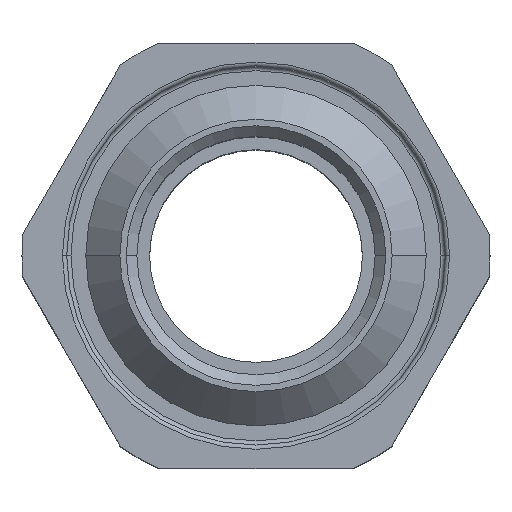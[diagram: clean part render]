
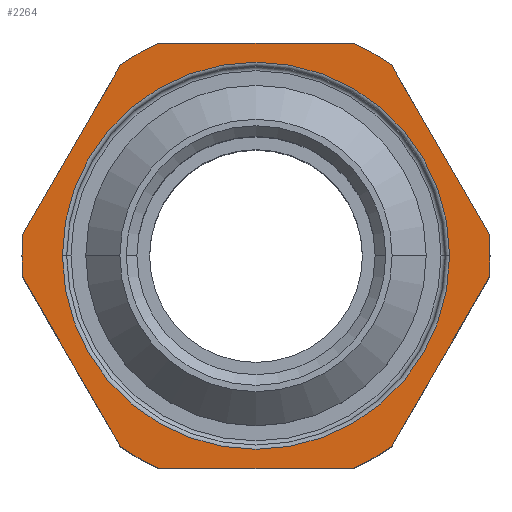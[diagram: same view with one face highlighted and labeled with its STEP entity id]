
A CAD part, top view. The second image highlights one B-rep face of the part: STEP entity #2264.
In plain terms, the highlighted planar face has unit normal (0, 0, 1).
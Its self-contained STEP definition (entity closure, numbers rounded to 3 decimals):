
#1 = DIRECTION ( 'NONE',  ( 1., 0., 0. ) ) ;
#12 = EDGE_CURVE ( 'NONE', #2286, #416, #1365, .T. ) ;
#28 = AXIS2_PLACEMENT_3D ( 'NONE', #272, #2245, #1847 ) ;
#60 = ORIENTED_EDGE ( 'NONE', *, *, #616, .F. ) ;
#80 = EDGE_LOOP ( 'NONE', ( #539, #1223 ) ) ;
#93 = CARTESIAN_POINT ( 'NONE',  ( -6.369, -8.969, 12.3 ) ) ;
#162 = DIRECTION ( 'NONE',  ( -1., 0., 0. ) ) ;
#218 = EDGE_LOOP ( 'NONE', ( #2332, #2108, #2446, #1850, #1010, #265, #1832, #60, #1451, #237, #688, #1626, #2233 ) ) ;
#232 = CARTESIAN_POINT ( 'NONE',  ( 10.952, 1.031, 12.3 ) ) ;
#237 = ORIENTED_EDGE ( 'NONE', *, *, #1618, .F. ) ;
#257 = AXIS2_PLACEMENT_3D ( 'NONE', #1751, #569, #2129 ) ;
#262 = EDGE_CURVE ( 'NONE', #1158, #622, #327, .T. ) ;
#265 = ORIENTED_EDGE ( 'NONE', *, *, #1101, .F. ) ;
#272 = CARTESIAN_POINT ( 'NONE',  ( 0., 0., 12.3 ) ) ;
#327 = CIRCLE ( 'NONE', #28, 11. ) ;
#341 = CARTESIAN_POINT ( 'NONE',  ( 0., 0., 12.3 ) ) ;
#396 = VECTOR ( 'NONE', #1330, 1000. ) ;
#411 = CARTESIAN_POINT ( 'NONE',  ( 0., 0., 12.3 ) ) ;
#416 = VERTEX_POINT ( 'NONE', #704 ) ;
#476 = EDGE_CURVE ( 'NONE', #1158, #1517, #2481, .T. ) ;
#493 = CARTESIAN_POINT ( 'NONE',  ( 6.369, -8.969, 12.3 ) ) ;
#511 = DIRECTION ( 'NONE',  ( 1., 0., 0. ) ) ;
#539 = ORIENTED_EDGE ( 'NONE', *, *, #700, .T. ) ;
#543 = FACE_BOUND ( 'NONE', #80, .T. ) ;
#569 = DIRECTION ( 'NONE',  ( 0., 0., -1. ) ) ;
#574 = VECTOR ( 'NONE', #162, 1000. ) ;
#616 = EDGE_CURVE ( 'NONE', #2286, #1953, #1113, .T. ) ;
#622 = VERTEX_POINT ( 'NONE', #1155 ) ;
#688 = ORIENTED_EDGE ( 'NONE', *, *, #1972, .F. ) ;
#700 = EDGE_CURVE ( 'NONE', #1772, #1921, #2546, .T. ) ;
#701 = CARTESIAN_POINT ( 'NONE',  ( 0., 0., 12.3 ) ) ;
#704 = CARTESIAN_POINT ( 'NONE',  ( -10.952, 1.031, 12.3 ) ) ;
#748 = EDGE_CURVE ( 'NONE', #2079, #622, #769, .T. ) ;
#769 = LINE ( 'NONE', #1221, #1973 ) ;
#830 = DIRECTION ( 'NONE',  ( 0., 0., -1. ) ) ;
#836 = VECTOR ( 'NONE', #1712, 1000. ) ;
#839 = VERTEX_POINT ( 'NONE', #93 ) ;
#840 = AXIS2_PLACEMENT_3D ( 'NONE', #1695, #2271, #2098 ) ;
#868 = VERTEX_POINT ( 'NONE', #2463 ) ;
#892 = CARTESIAN_POINT ( 'NONE',  ( -10.952, -1.031, 12.3 ) ) ;
#895 = DIRECTION ( 'NONE',  ( 0.5, -0.866, 0. ) ) ;
#898 = VECTOR ( 'NONE', #1341, 1000. ) ;
#911 = LINE ( 'NONE', #1132, #396 ) ;
#915 = DIRECTION ( 'NONE',  ( 1., 0., 0. ) ) ;
#947 = CARTESIAN_POINT ( 'NONE',  ( 5.774, 10., 12.3 ) ) ;
#952 = EDGE_CURVE ( 'NONE', #2519, #1517, #1816, .T. ) ;
#1010 = ORIENTED_EDGE ( 'NONE', *, *, #1702, .T. ) ;
#1012 = CARTESIAN_POINT ( 'NONE',  ( 10.952, -1.031, 12.3 ) ) ;
#1050 = AXIS2_PLACEMENT_3D ( 'NONE', #341, #1681, #511 ) ;
#1077 = CIRCLE ( 'NONE', #257, 11. ) ;
#1096 = DIRECTION ( 'NONE',  ( 0., 0., -1. ) ) ;
#1101 = EDGE_CURVE ( 'NONE', #1936, #1445, #1077, .T. ) ;
#1113 = CIRCLE ( 'NONE', #1500, 11. ) ;
#1116 = PLANE ( 'NONE',  #1959 ) ;
#1120 = AXIS2_PLACEMENT_3D ( 'NONE', #1966, #1789, #1206 ) ;
#1127 = LINE ( 'NONE', #947, #574 ) ;
#1132 = CARTESIAN_POINT ( 'NONE',  ( 11.547, 0., 12.3 ) ) ;
#1155 = CARTESIAN_POINT ( 'NONE',  ( 4.583, -10., 12.3 ) ) ;
#1157 = AXIS2_PLACEMENT_3D ( 'NONE', #411, #1399, #2169 ) ;
#1158 = VERTEX_POINT ( 'NONE', #493 ) ;
#1174 = CARTESIAN_POINT ( 'NONE',  ( 0., 0., 12.3 ) ) ;
#1192 = LINE ( 'NONE', #2287, #2528 ) ;
#1206 = DIRECTION ( 'NONE',  ( 1., 0., 0. ) ) ;
#1221 = CARTESIAN_POINT ( 'NONE',  ( -5.774, -10., 12.3 ) ) ;
#1223 = ORIENTED_EDGE ( 'NONE', *, *, #1705, .T. ) ;
#1299 = DIRECTION ( 'NONE',  ( 1., 0., 0. ) ) ;
#1330 = DIRECTION ( 'NONE',  ( -0.5, 0.866, 0. ) ) ;
#1341 = DIRECTION ( 'NONE',  ( 0.5, 0.866, 0. ) ) ;
#1349 = CARTESIAN_POINT ( 'NONE',  ( 6.369, 8.969, 12.3 ) ) ;
#1365 = LINE ( 'NONE', #2511, #836 ) ;
#1399 = DIRECTION ( 'NONE',  ( 0., 0., -1. ) ) ;
#1411 = DIRECTION ( 'NONE',  ( 1., 0., 0. ) ) ;
#1424 = CIRCLE ( 'NONE', #2195, 11. ) ;
#1426 = CARTESIAN_POINT ( 'NONE',  ( 9.1, 0., 12.3 ) ) ;
#1445 = VERTEX_POINT ( 'NONE', #1349 ) ;
#1451 = ORIENTED_EDGE ( 'NONE', *, *, #12, .T. ) ;
#1454 = CARTESIAN_POINT ( 'NONE',  ( -4.583, -10., 12.3 ) ) ;
#1500 = AXIS2_PLACEMENT_3D ( 'NONE', #1174, #2173, #1 ) ;
#1517 = VERTEX_POINT ( 'NONE', #1012 ) ;
#1593 = CARTESIAN_POINT ( 'NONE',  ( -4.583, 10., 12.3 ) ) ;
#1618 = EDGE_CURVE ( 'NONE', #868, #416, #1424, .T. ) ;
#1622 = AXIS2_PLACEMENT_3D ( 'NONE', #2206, #830, #1411 ) ;
#1626 = ORIENTED_EDGE ( 'NONE', *, *, #1663, .T. ) ;
#1663 = EDGE_CURVE ( 'NONE', #2284, #839, #1192, .T. ) ;
#1681 = DIRECTION ( 'NONE',  ( 0., 0., -1. ) ) ;
#1695 = CARTESIAN_POINT ( 'NONE',  ( 0., 0., 12.3 ) ) ;
#1702 = EDGE_CURVE ( 'NONE', #2519, #1445, #911, .T. ) ;
#1705 = EDGE_CURVE ( 'NONE', #1921, #1772, #1744, .T. ) ;
#1712 = DIRECTION ( 'NONE',  ( -0.5, -0.866, 0. ) ) ;
#1744 = CIRCLE ( 'NONE', #1050, 9.1 ) ;
#1751 = CARTESIAN_POINT ( 'NONE',  ( 0., 0., 12.3 ) ) ;
#1772 = VERTEX_POINT ( 'NONE', #1426 ) ;
#1789 = DIRECTION ( 'NONE',  ( 0., 0., -1. ) ) ;
#1816 = CIRCLE ( 'NONE', #840, 11. ) ;
#1832 = ORIENTED_EDGE ( 'NONE', *, *, #2322, .T. ) ;
#1847 = DIRECTION ( 'NONE',  ( 1., 0., 0. ) ) ;
#1850 = ORIENTED_EDGE ( 'NONE', *, *, #952, .F. ) ;
#1902 = CARTESIAN_POINT ( 'NONE',  ( 0., 0., 12.3 ) ) ;
#1921 = VERTEX_POINT ( 'NONE', #2267 ) ;
#1924 = EDGE_CURVE ( 'NONE', #2079, #839, #2232, .T. ) ;
#1936 = VERTEX_POINT ( 'NONE', #2403 ) ;
#1947 = CARTESIAN_POINT ( 'NONE',  ( 5.774, -10., 12.3 ) ) ;
#1953 = VERTEX_POINT ( 'NONE', #1593 ) ;
#1959 = AXIS2_PLACEMENT_3D ( 'NONE', #701, #2506, #1299 ) ;
#1966 = CARTESIAN_POINT ( 'NONE',  ( 0., 0., 12.3 ) ) ;
#1972 = EDGE_CURVE ( 'NONE', #2284, #868, #2359, .T. ) ;
#1973 = VECTOR ( 'NONE', #2390, 1000. ) ;
#2079 = VERTEX_POINT ( 'NONE', #1454 ) ;
#2098 = DIRECTION ( 'NONE',  ( 1., 0., 0. ) ) ;
#2108 = ORIENTED_EDGE ( 'NONE', *, *, #262, .F. ) ;
#2129 = DIRECTION ( 'NONE',  ( 1., 0., 0. ) ) ;
#2169 = DIRECTION ( 'NONE',  ( 1., 0., 0. ) ) ;
#2173 = DIRECTION ( 'NONE',  ( 0., 0., -1. ) ) ;
#2195 = AXIS2_PLACEMENT_3D ( 'NONE', #1902, #1096, #915 ) ;
#2206 = CARTESIAN_POINT ( 'NONE',  ( 0., 0., 12.3 ) ) ;
#2229 = FACE_OUTER_BOUND ( 'NONE', #218, .T. ) ;
#2232 = CIRCLE ( 'NONE', #1157, 11. ) ;
#2233 = ORIENTED_EDGE ( 'NONE', *, *, #1924, .F. ) ;
#2245 = DIRECTION ( 'NONE',  ( 0., 0., -1. ) ) ;
#2264 = ADVANCED_FACE ( 'NONE', ( #543, #2229 ), #1116, .T. ) ;
#2267 = CARTESIAN_POINT ( 'NONE',  ( -9.1, 0., 12.3 ) ) ;
#2269 = CARTESIAN_POINT ( 'NONE',  ( -6.369, 8.969, 12.3 ) ) ;
#2271 = DIRECTION ( 'NONE',  ( 0., 0., -1. ) ) ;
#2284 = VERTEX_POINT ( 'NONE', #892 ) ;
#2286 = VERTEX_POINT ( 'NONE', #2269 ) ;
#2287 = CARTESIAN_POINT ( 'NONE',  ( -11.547, 0., 12.3 ) ) ;
#2322 = EDGE_CURVE ( 'NONE', #1936, #1953, #1127, .T. ) ;
#2332 = ORIENTED_EDGE ( 'NONE', *, *, #748, .T. ) ;
#2359 = CIRCLE ( 'NONE', #1120, 11. ) ;
#2390 = DIRECTION ( 'NONE',  ( 1., 0., 0. ) ) ;
#2403 = CARTESIAN_POINT ( 'NONE',  ( 4.583, 10., 12.3 ) ) ;
#2446 = ORIENTED_EDGE ( 'NONE', *, *, #476, .T. ) ;
#2463 = CARTESIAN_POINT ( 'NONE',  ( -11., 0., 12.3 ) ) ;
#2481 = LINE ( 'NONE', #1947, #898 ) ;
#2506 = DIRECTION ( 'NONE',  ( 0., 0., 1. ) ) ;
#2511 = CARTESIAN_POINT ( 'NONE',  ( -5.774, 10., 12.3 ) ) ;
#2519 = VERTEX_POINT ( 'NONE', #232 ) ;
#2528 = VECTOR ( 'NONE', #895, 1000. ) ;
#2546 = CIRCLE ( 'NONE', #1622, 9.1 ) ;
